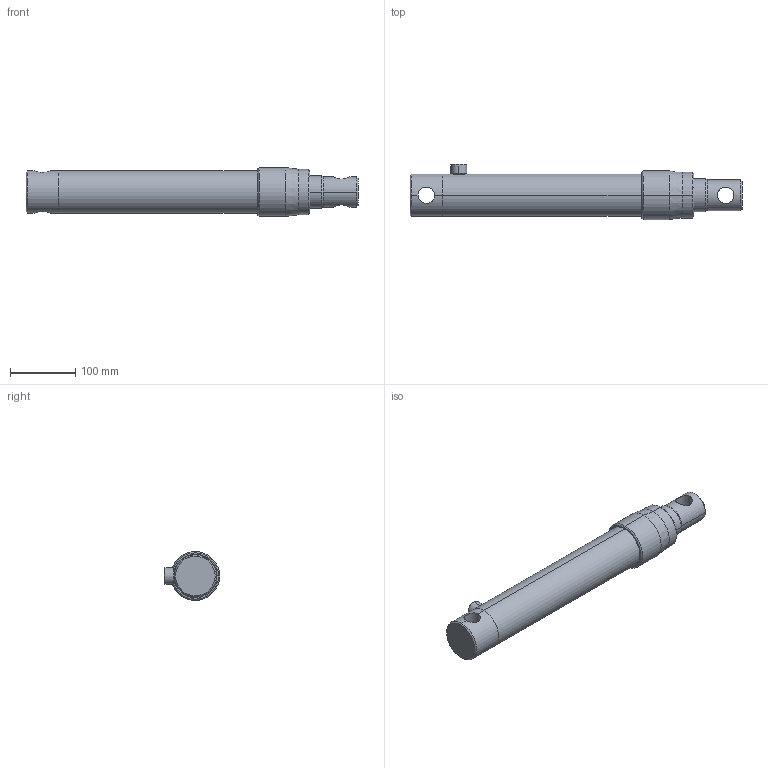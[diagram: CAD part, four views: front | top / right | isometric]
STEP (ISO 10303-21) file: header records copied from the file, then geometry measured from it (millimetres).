
FILE_DESCRIPTION (( 'STEP AP203' ), '1' );
FILE_NAME ('650-3.STEP', '2014-12-10T07:46:45', ( '' ), ( '' ), 'SwSTEP 2.0', 'SolidWorks 2015', '' );
FILE_SCHEMA (( 'CONFIG_CONTROL_DESIGN' ));
Length unit declared in the file: millimetre
Products named in the file (6): 650-3; Rohr^650-3; Stange^650-3; AL38; D650^650-3; Boden^650-3
Assembly tree (5 placements, depth 2):
  650-3
    Rohr^650-3
    Stange^650-3
    AL38
    D650^650-3
    Boden^650-3
Bounding box: 510 x 85 x 75 mm (x, y, z)
Volume: 1475361.1 mm3; surface area: 269745.8 mm2
Topology: 5 solids, 5 shells, 77 faces, 158 edges, 92 vertices
Faces by surface type: cylinder 32, cone 32, plane 13
Entity records: 3168 total; most frequent: CARTESIAN_POINT 859, DIRECTION 396, ORIENTED_EDGE 316, AXIS2_PLACEMENT_3D 165, EDGE_CURVE 158, VERTEX_POINT 92, EDGE_LOOP 90, CIRCLE 80
